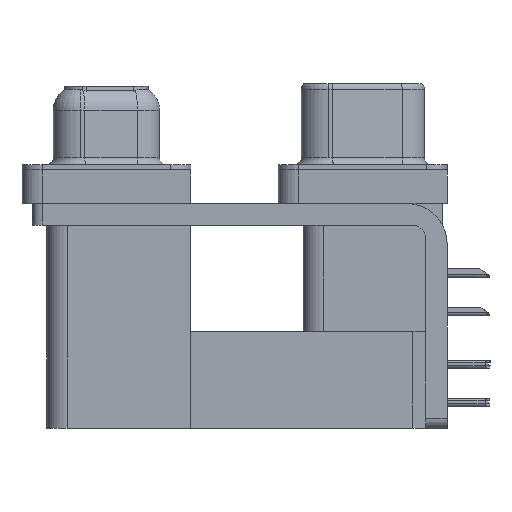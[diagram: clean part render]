
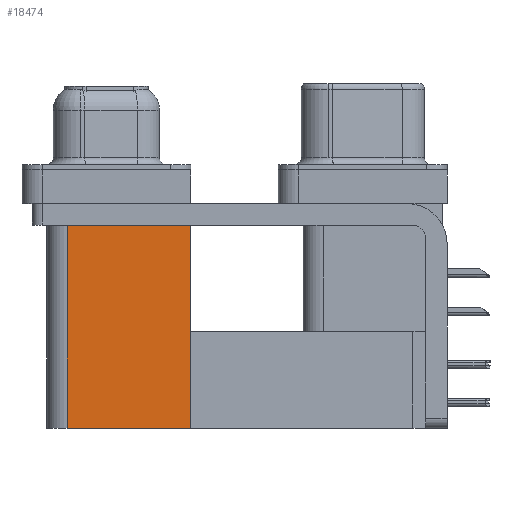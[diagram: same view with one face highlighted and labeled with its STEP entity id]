
A CAD part, left-side view. The second image highlights one B-rep face of the part: STEP entity #18474.
In plain terms, the highlighted planar face has unit normal (-1, 0, 0).
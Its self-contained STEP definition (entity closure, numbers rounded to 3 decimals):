
#121 = ORIENTED_EDGE ( 'NONE', *, *, #24433, .T. ) ;
#665 = CARTESIAN_POINT ( 'NONE',  ( 3.765, 21.975, -19.2 ) ) ;
#2166 = EDGE_CURVE ( 'NONE', #30636, #37398, #31171, .T. ) ;
#3441 = CARTESIAN_POINT ( 'NONE',  ( 3.765, 21.975, -19.2 ) ) ;
#5032 = CARTESIAN_POINT ( 'NONE',  ( 3.765, 12.775, -19.2 ) ) ;
#9452 = CARTESIAN_POINT ( 'NONE',  ( 3.765, 12.775, -2.5 ) ) ;
#9627 = LINE ( 'NONE', #39704, #35226 ) ;
#9839 = VECTOR ( 'NONE', #40489, 1000. ) ;
#12648 = PLANE ( 'NONE',  #33929 ) ;
#13301 = LINE ( 'NONE', #26877, #9839 ) ;
#14254 = DIRECTION ( 'NONE',  ( 0., 0., 1. ) ) ;
#14672 = VERTEX_POINT ( 'NONE', #5032 ) ;
#16078 = DIRECTION ( 'NONE',  ( 0., 1., 0. ) ) ;
#18474 = ADVANCED_FACE ( 'NONE', ( #42967 ), #12648, .F. ) ;
#19736 = ORIENTED_EDGE ( 'NONE', *, *, #2166, .F. ) ;
#21904 = CARTESIAN_POINT ( 'NONE',  ( 3.765, 12.775, -19.2 ) ) ;
#24149 = DIRECTION ( 'NONE',  ( 0., 1., 0. ) ) ;
#24433 = EDGE_CURVE ( 'NONE', #36842, #37398, #9627, .T. ) ;
#25238 = DIRECTION ( 'NONE',  ( 0., 0., 1. ) ) ;
#26281 = ORIENTED_EDGE ( 'NONE', *, *, #29307, .T. ) ;
#26877 = CARTESIAN_POINT ( 'NONE',  ( 3.765, 12.775, -19.2 ) ) ;
#27718 = DIRECTION ( 'NONE',  ( 1., 0., 0. ) ) ;
#29307 = EDGE_CURVE ( 'NONE', #14672, #36842, #39077, .T. ) ;
#29954 = EDGE_CURVE ( 'NONE', #14672, #30636, #13301, .T. ) ;
#30636 = VERTEX_POINT ( 'NONE', #3441 ) ;
#31171 = LINE ( 'NONE', #665, #38796 ) ;
#31691 = EDGE_LOOP ( 'NONE', ( #121, #19736, #36891, #26281 ) ) ;
#33929 = AXIS2_PLACEMENT_3D ( 'NONE', #34189, #27718, #24149 ) ;
#34189 = CARTESIAN_POINT ( 'NONE',  ( 3.765, 12.775, -19.2 ) ) ;
#35165 = CARTESIAN_POINT ( 'NONE',  ( 3.765, 21.975, -2.5 ) ) ;
#35226 = VECTOR ( 'NONE', #16078, 1000. ) ;
#36842 = VERTEX_POINT ( 'NONE', #9452 ) ;
#36891 = ORIENTED_EDGE ( 'NONE', *, *, #29954, .F. ) ;
#37398 = VERTEX_POINT ( 'NONE', #35165 ) ;
#38796 = VECTOR ( 'NONE', #14254, 1000. ) ;
#39077 = LINE ( 'NONE', #21904, #43947 ) ;
#39704 = CARTESIAN_POINT ( 'NONE',  ( 3.765, 12.775, -2.5 ) ) ;
#40489 = DIRECTION ( 'NONE',  ( 0., 1., 0. ) ) ;
#42967 = FACE_OUTER_BOUND ( 'NONE', #31691, .T. ) ;
#43947 = VECTOR ( 'NONE', #25238, 1000. ) ;
